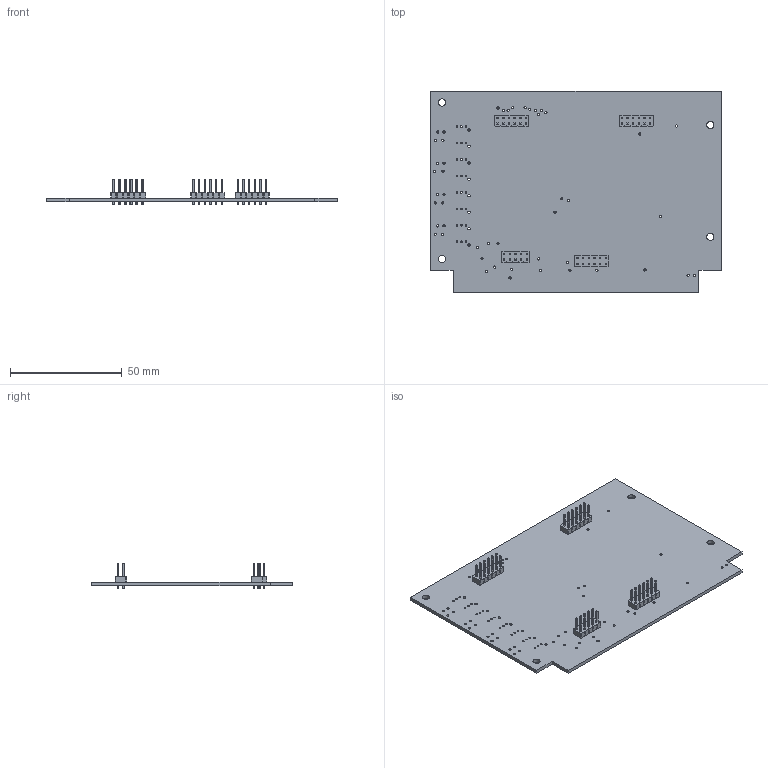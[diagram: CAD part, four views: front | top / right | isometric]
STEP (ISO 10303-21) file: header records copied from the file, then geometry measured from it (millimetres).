
FILE_DESCRIPTION(('KiCad electronic assembly'),'2;1');
FILE_NAME('Bed_of_nails.step','2023-01-05T12:40:27',('Pcbnew'),('Kicad') ,'Open CASCADE STEP processor 7.6','KiCad to STEP converter','Unknown' );
FILE_SCHEMA(('AUTOMOTIVE_DESIGN { 1 0 10303 214 1 1 1 1 }'));
Length unit declared in the file: millimetre
Products named in the file (6): Bed_of_nails 1; PinHeader_2x06_P2.54mm_Vertical; SOLID; PinHeader_2x05_P2.54mm_Vertical; _autosave-Bed_of_nails PCB
Assembly tree (7 placements, depth 3):
  Bed_of_nails 1
    PinHeader_2x06_P2.54mm_Vertical  x3
      SOLID
    PinHeader_2x05_P2.54mm_Vertical
      SOLID
    _autosave-Bed_of_nails PCB
Bounding box: 130.01 x 90.02 x 11.54 mm (x, y, z)
Volume: 19117.4 mm3; surface area: 26167.9 mm2
Topology: 5 solids, 5 shells, 1122 faces, 2692 edges, 1672 vertices
Faces by surface type: plane 992, cylinder 130
Full cylindrical faces by diameter (mm): 0.762 x24, 1 x94, 1.1 x8, 3.2 x4
Entity records: 41937 total; most frequent: CARTESIAN_POINT 7634, DIRECTION 5748, LINE 3992, VECTOR 3992, ORIENTED_EDGE 3008, PCURVE 3008, DEFINITIONAL_REPRESENTATION 3008, EDGE_CURVE 1504
